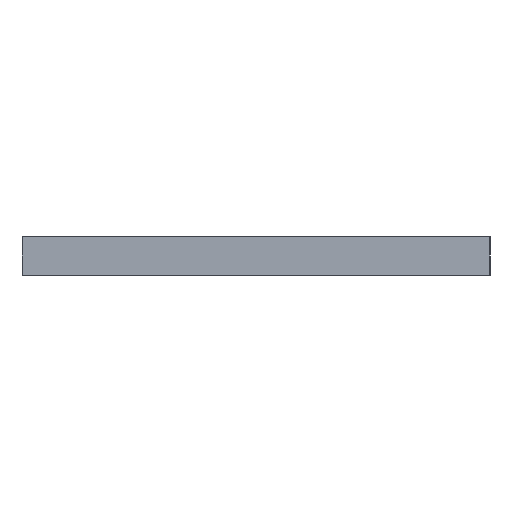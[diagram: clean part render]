
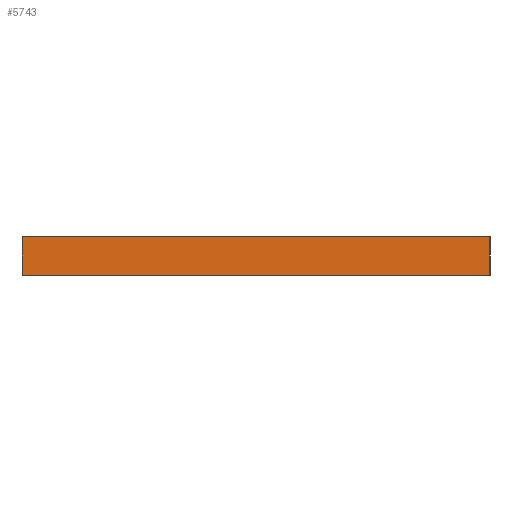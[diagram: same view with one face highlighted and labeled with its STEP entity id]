
A CAD part, left-side view. The second image highlights one B-rep face of the part: STEP entity #5743.
In plain terms, the highlighted planar face has unit normal (-1, 0, 0).
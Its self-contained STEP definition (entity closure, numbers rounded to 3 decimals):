
#291=PLANE('',#6047);
#565=FACE_OUTER_BOUND('',#853,.T.);
#853=EDGE_LOOP('',(#5449,#5450,#5451,#5452));
#902=LINE('',#7567,#1702);
#980=LINE('',#7715,#1780);
#1654=LINE('',#9061,#2454);
#1655=LINE('',#9063,#2455);
#1702=VECTOR('',#6166,10.);
#1780=VECTOR('',#6252,10.);
#2454=VECTOR('',#7422,10.);
#2455=VECTOR('',#7425,10.);
#2525=VERTEX_POINT('',#7564);
#2526=VERTEX_POINT('',#7566);
#2589=VERTEX_POINT('',#7708);
#2592=VERTEX_POINT('',#7713);
#3078=EDGE_CURVE('',#2525,#2526,#902,.T.);
#3156=EDGE_CURVE('',#2592,#2589,#980,.T.);
#3830=EDGE_CURVE('',#2592,#2526,#1654,.T.);
#3831=EDGE_CURVE('',#2589,#2525,#1655,.T.);
#5449=ORIENTED_EDGE('',*,*,#3830,.T.);
#5450=ORIENTED_EDGE('',*,*,#3078,.F.);
#5451=ORIENTED_EDGE('',*,*,#3831,.F.);
#5452=ORIENTED_EDGE('',*,*,#3156,.F.);
#5743=ADVANCED_FACE('',(#565),#291,.T.);
#6047=AXIS2_PLACEMENT_3D('',#9062,#7423,#7424);
#6166=DIRECTION('',(0.,-1.,0.));
#6252=DIRECTION('',(0.,1.,0.));
#7422=DIRECTION('',(0.,0.,1.));
#7423=DIRECTION('center_axis',(-1.,0.,0.));
#7424=DIRECTION('ref_axis',(0.,-1.,0.));
#7425=DIRECTION('',(0.,0.,1.));
#7564=CARTESIAN_POINT('',(0.,0.,1.5));
#7566=CARTESIAN_POINT('',(0.,-57.15,1.5));
#7567=CARTESIAN_POINT('',(0.,0.,1.5));
#7708=CARTESIAN_POINT('',(0.,0.,-3.25));
#7713=CARTESIAN_POINT('',(0.,-57.15,-3.25));
#7715=CARTESIAN_POINT('',(0.,-57.15,-3.25));
#9061=CARTESIAN_POINT('',(0.,-57.15,0.));
#9062=CARTESIAN_POINT('Origin',(0.,0.,0.));
#9063=CARTESIAN_POINT('',(0.,0.,0.));
